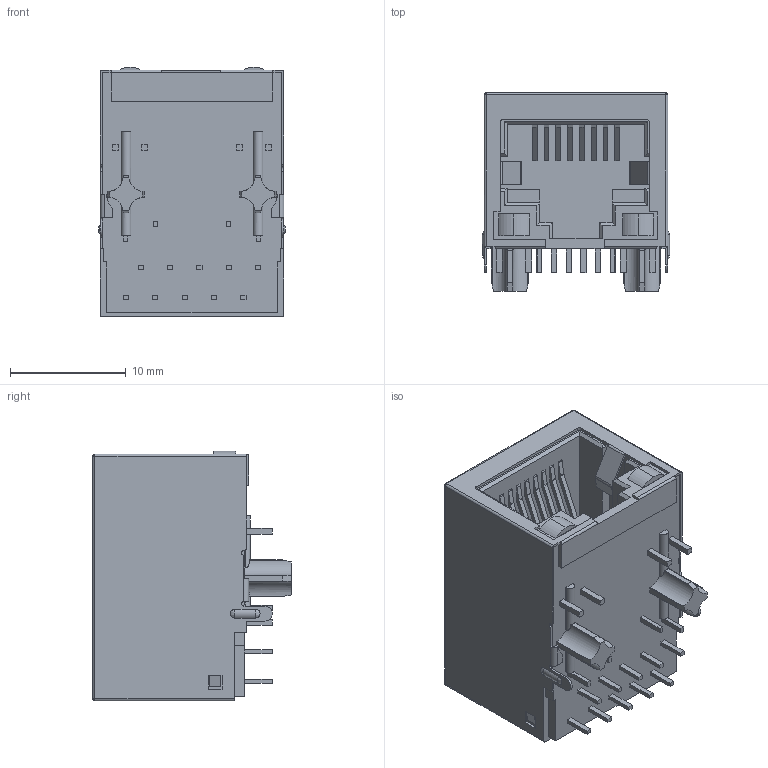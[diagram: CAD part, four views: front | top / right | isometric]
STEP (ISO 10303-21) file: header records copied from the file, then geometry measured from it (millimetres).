
FILE_DESCRIPTION (( 'STEP AP203' ), '1' );
FILE_NAME ('Gigabit Ethernet Port- RPi4ModelB.STEP_Predeterminado_sldprt.STEP', '2022-06-23T14:44:54', ( '' ), ( '' ), 'SwSTEP 2.0', 'SolidWorks 2020', '' );
FILE_SCHEMA (( 'CONFIG_CONTROL_DESIGN' ));
Length unit declared in the file: millimetre
Products named in the file (1): Gigabit Ethernet Port- RPi4ModelB.STEP_Predeterminado_sldprt
Bounding box: 16.2 x 17.2 x 21.6 mm (x, y, z)
Volume: 3491 mm3; surface area: 2451.4 mm2
Topology: 1 solids, 1 shells, 403 faces, 1085 edges, 702 vertices
Faces by surface type: plane 323, cylinder 68, bspline 12
Entity records: 12895 total; most frequent: CARTESIAN_POINT 2785, ORIENTED_EDGE 2154, DIRECTION 1927, EDGE_CURVE 1077, LINE 895, VECTOR 895, VERTEX_POINT 702, AXIS2_PLACEMENT_3D 516
